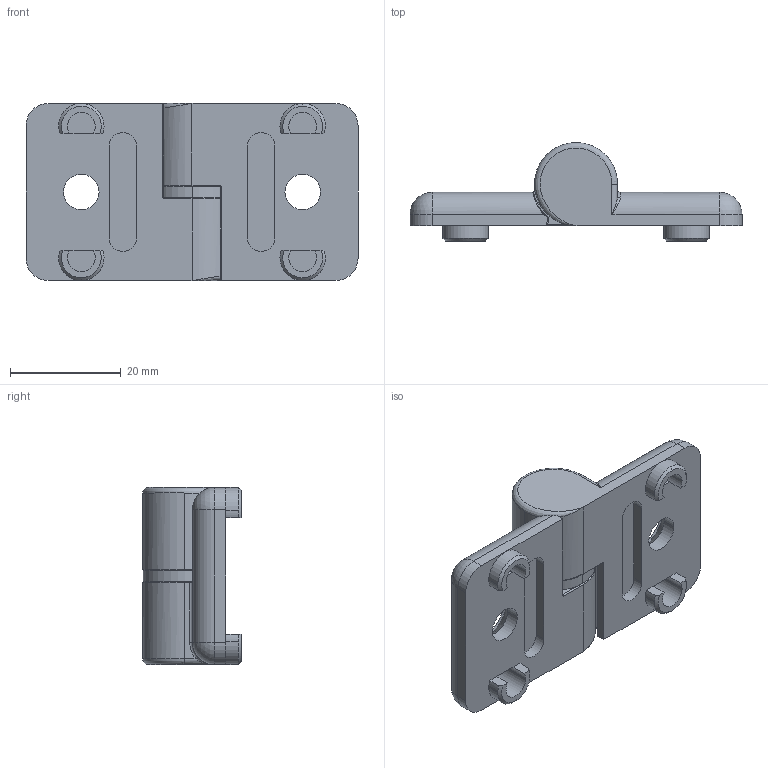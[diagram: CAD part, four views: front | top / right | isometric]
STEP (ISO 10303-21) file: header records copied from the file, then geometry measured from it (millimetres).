
FILE_DESCRIPTION (( 'STEP AP214' ), '1' );
FILE_NAME ('095020r.STEP', '2014-08-14T06:30:39', ( '' ), ( '' ), 'SwSTEP 2.0', 'SolidWorks 2014', '' );
FILE_SCHEMA (( 'AUTOMOTIVE_DESIGN' ));
Length unit declared in the file: millimetre
Products named in the file (4): 095020-02e; 095020-01; 095020rr; 095020r
Assembly tree (4 placements, depth 2):
  095020r
    095020rr  x2
    095020-01
    095020-02e
Bounding box: 60 x 17.8 x 32 mm (x, y, z)
Volume: 13077.5 mm3; surface area: 8007.2 mm2
Topology: 4 solids, 4 shells, 160 faces, 398 edges, 242 vertices
Faces by surface type: cylinder 76, plane 50, cone 16, torus 8, bspline 6, sphere 4
Entity records: 3122 total; most frequent: CARTESIAN_POINT 823, DIRECTION 486, ORIENTED_EDGE 432, EDGE_CURVE 216, AXIS2_PLACEMENT_3D 194, VERTEX_POINT 134, CIRCLE 99, EDGE_LOOP 98
